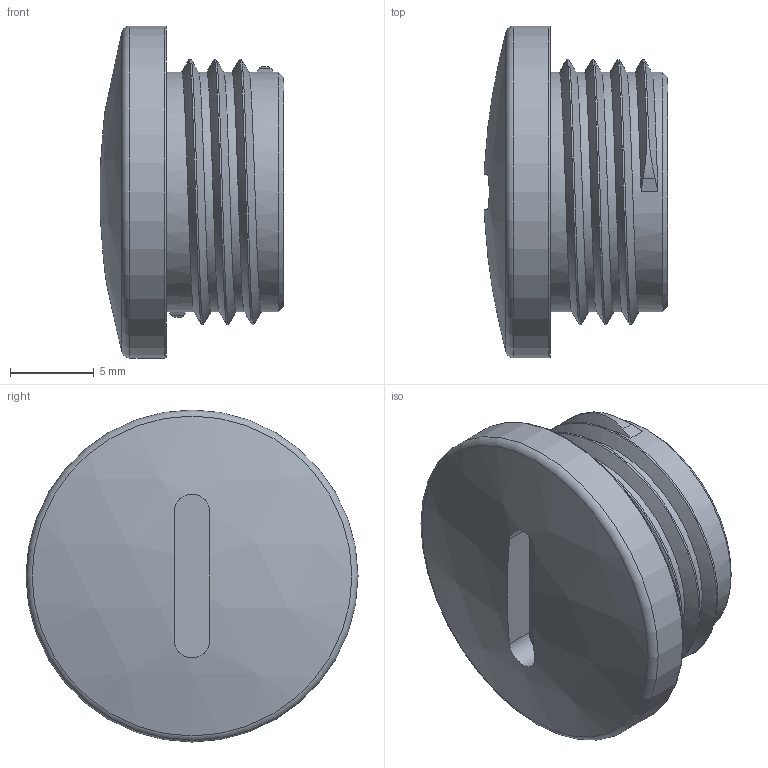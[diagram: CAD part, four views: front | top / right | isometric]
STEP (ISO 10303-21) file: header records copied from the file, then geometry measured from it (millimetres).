
FILE_DESCRIPTION(/* description */ ('Verschlussschraube M 16x1,5'),/* implementation_level */ '2;1');
FILE_NAME(/* name */ '13007516-RST.stp',/* time_stamp */ '2020-04-23T12:09:49+02:00',/* author */ ('sl'),/* organization */ (''),/* preprocessor_version */ 'ST-DEVELOPER v16.5',/* originating_system */ 'Autodesk Inventor 2017',/* authorisation */ '');
FILE_SCHEMA (('AUTOMOTIVE_DESIGN { 1 0 10303 214 3 1 1 }'));
Length unit declared in the file: millimetre
Products named in the file (1): 13007516
Bounding box: 10.96 x 19.78 x 19.78 mm (x, y, z)
Volume: 1354.4 mm3; surface area: 1607.4 mm2
Topology: 1 solids, 1 shells, 39 faces, 100 edges, 66 vertices
Faces by surface type: plane 15, cylinder 13, torus 4, sphere 4, bspline 2, cone 1
Full cylindrical faces by diameter (mm): 11.11 x1, 14.288 x4, 19.78 x1
Entity records: 1947 total; most frequent: CARTESIAN_POINT 1115, ORIENTED_EDGE 160, DIRECTION 158, EDGE_CURVE 80, AXIS2_PLACEMENT_3D 65, VERTEX_POINT 56, EDGE_LOOP 46, FACE_OUTER_BOUND 36
